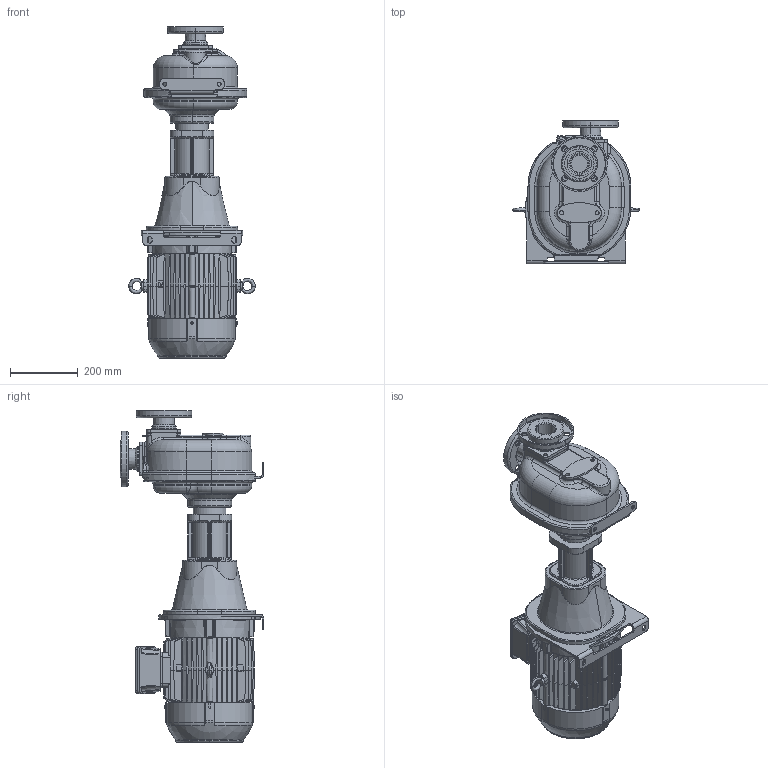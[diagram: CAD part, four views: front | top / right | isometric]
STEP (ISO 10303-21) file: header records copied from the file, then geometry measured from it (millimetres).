
FILE_DESCRIPTION((''),'2;1');
FILE_NAME('S_61_K_BBT52_F','2018-02-14T11:51:56',('Nicola'),(''),'CREO PARAMETRIC BY PTC INC, 2017110','CREO PARAMETRIC BY PTC INC, 2017110','');
FILE_SCHEMA(('CONFIG_CONTROL_DESIGN'));
Products named in the file (1): S_61_K_BBT52_F
Bounding box: 373.96 x 424 x 981.2 mm (x, y, z)
Volume: 38300794.9 mm3; surface area: 1502957.8 mm2
Topology: 1 solids, 3 shells, 2914 faces, 7226 edges, 4609 vertices
Faces by surface type: plane 2041, cylinder 403, torus 173, cone 144, bspline 142, sphere 11
Entity records: 109356 total; most frequent: CARTESIAN_POINT 41407, ORIENTED_EDGE 14436, DIRECTION 13157, EDGE_CURVE 7218, VECTOR 4809, LINE 4809, VERTEX_POINT 4609, AXIS2_PLACEMENT_3D 4174
